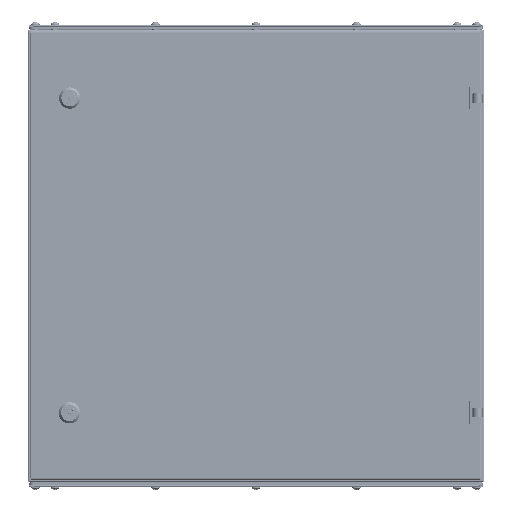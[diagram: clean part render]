
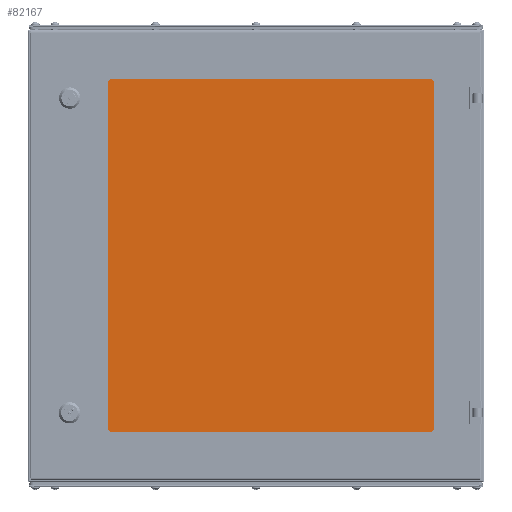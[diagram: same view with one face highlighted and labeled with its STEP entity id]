
A CAD part, top view. The second image highlights one B-rep face of the part: STEP entity #82167.
In plain terms, the highlighted planar face has unit normal (0, 0, 1).
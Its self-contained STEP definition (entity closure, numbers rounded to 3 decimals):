
#470 = CIRCLE ( 'NONE', #70528, 10. ) ;
#1203 = CARTESIAN_POINT ( 'NONE',  ( 217.75, 245.5, 4. ) ) ;
#3409 = DIRECTION ( 'NONE',  ( 0., 0., -1. ) ) ;
#4542 = EDGE_CURVE ( 'NONE', #22536, #90073, #50973, .T. ) ;
#5556 = DIRECTION ( 'NONE',  ( -1., 0., 0. ) ) ;
#6097 = CARTESIAN_POINT ( 'NONE',  ( -227.75, -245.5, 4. ) ) ;
#6739 = CARTESIAN_POINT ( 'NONE',  ( 217.75, 235.5, 4. ) ) ;
#7898 = ORIENTED_EDGE ( 'NONE', *, *, #72515, .T. ) ;
#7946 = EDGE_CURVE ( 'NONE', #13046, #29438, #88065, .T. ) ;
#9761 = CARTESIAN_POINT ( 'NONE',  ( 0., 0., 4. ) ) ;
#10800 = ORIENTED_EDGE ( 'NONE', *, *, #51790, .T. ) ;
#11152 = CARTESIAN_POINT ( 'NONE',  ( 227.75, -245.5, 4. ) ) ;
#11283 = DIRECTION ( 'NONE',  ( 1., 0., 0. ) ) ;
#11600 = DIRECTION ( 'NONE',  ( 0., 1., 0. ) ) ;
#13046 = VERTEX_POINT ( 'NONE', #80443 ) ;
#14421 = DIRECTION ( 'NONE',  ( -1., 0., 0. ) ) ;
#14612 = AXIS2_PLACEMENT_3D ( 'NONE', #55999, #83872, #14421 ) ;
#17903 = CARTESIAN_POINT ( 'NONE',  ( -227.75, 245.5, 4. ) ) ;
#19049 = ORIENTED_EDGE ( 'NONE', *, *, #7946, .T. ) ;
#19713 = LINE ( 'NONE', #17903, #48627 ) ;
#20900 = DIRECTION ( 'NONE',  ( 0., 0., 1. ) ) ;
#22536 = VERTEX_POINT ( 'NONE', #63242 ) ;
#24333 = AXIS2_PLACEMENT_3D ( 'NONE', #9761, #3409, #87018 ) ;
#26360 = AXIS2_PLACEMENT_3D ( 'NONE', #6739, #20900, #34569 ) ;
#28538 = ORIENTED_EDGE ( 'NONE', *, *, #85636, .T. ) ;
#29438 = VERTEX_POINT ( 'NONE', #81245 ) ;
#29488 = CARTESIAN_POINT ( 'NONE',  ( -217.75, 235.5, 4. ) ) ;
#29913 = DIRECTION ( 'NONE',  ( -1., 0., 0. ) ) ;
#30500 = AXIS2_PLACEMENT_3D ( 'NONE', #29488, #70670, #29913 ) ;
#32196 = VECTOR ( 'NONE', #11600, 1000. ) ;
#34569 = DIRECTION ( 'NONE',  ( -1., 0., 0. ) ) ;
#38171 = VERTEX_POINT ( 'NONE', #62614 ) ;
#38910 = DIRECTION ( 'NONE',  ( 0., 0., 1. ) ) ;
#40787 = LINE ( 'NONE', #11152, #32196 ) ;
#40824 = VECTOR ( 'NONE', #11283, 1000. ) ;
#40870 = CIRCLE ( 'NONE', #14612, 10. ) ;
#41969 = CARTESIAN_POINT ( 'NONE',  ( -227.75, 235.5, 4. ) ) ;
#44571 = EDGE_CURVE ( 'NONE', #38171, #13046, #470, .T. ) ;
#45292 = CARTESIAN_POINT ( 'NONE',  ( -217.75, -235.5, 4. ) ) ;
#46326 = VERTEX_POINT ( 'NONE', #48035 ) ;
#47866 = VERTEX_POINT ( 'NONE', #1203 ) ;
#48035 = CARTESIAN_POINT ( 'NONE',  ( 227.75, 235.5, 4. ) ) ;
#48627 = VECTOR ( 'NONE', #5556, 1000. ) ;
#50783 = ORIENTED_EDGE ( 'NONE', *, *, #64593, .T. ) ;
#50973 = CIRCLE ( 'NONE', #30500, 10. ) ;
#51790 = EDGE_CURVE ( 'NONE', #46326, #47866, #67302, .T. ) ;
#54671 = CARTESIAN_POINT ( 'NONE',  ( -227.75, -245.5, 4. ) ) ;
#54695 = VECTOR ( 'NONE', #62706, 1000. ) ;
#55999 = CARTESIAN_POINT ( 'NONE',  ( 217.75, -235.5, 4. ) ) ;
#59158 = EDGE_CURVE ( 'NONE', #66549, #46326, #40787, .T. ) ;
#59577 = ORIENTED_EDGE ( 'NONE', *, *, #44571, .T. ) ;
#62614 = CARTESIAN_POINT ( 'NONE',  ( -227.75, -235.5, 4. ) ) ;
#62706 = DIRECTION ( 'NONE',  ( 0., -1., 0. ) ) ;
#63242 = CARTESIAN_POINT ( 'NONE',  ( -217.75, 245.5, 4. ) ) ;
#64593 = EDGE_CURVE ( 'NONE', #29438, #66549, #40870, .T. ) ;
#66002 = FACE_OUTER_BOUND ( 'NONE', #80813, .T. ) ;
#66306 = ORIENTED_EDGE ( 'NONE', *, *, #59158, .T. ) ;
#66549 = VERTEX_POINT ( 'NONE', #83395 ) ;
#67302 = CIRCLE ( 'NONE', #26360, 10. ) ;
#68702 = LINE ( 'NONE', #6097, #54695 ) ;
#69582 = ORIENTED_EDGE ( 'NONE', *, *, #4542, .T. ) ;
#70528 = AXIS2_PLACEMENT_3D ( 'NONE', #45292, #38910, #87870 ) ;
#70670 = DIRECTION ( 'NONE',  ( 0., 0., 1. ) ) ;
#72375 = PLANE ( 'NONE',  #24333 ) ;
#72515 = EDGE_CURVE ( 'NONE', #47866, #22536, #19713, .T. ) ;
#80443 = CARTESIAN_POINT ( 'NONE',  ( -217.75, -245.5, 4. ) ) ;
#80813 = EDGE_LOOP ( 'NONE', ( #19049, #50783, #66306, #10800, #7898, #69582, #28538, #59577 ) ) ;
#81245 = CARTESIAN_POINT ( 'NONE',  ( 217.75, -245.5, 4. ) ) ;
#82167 = ADVANCED_FACE ( 'NONE', ( #66002 ), #72375, .F. ) ;
#83395 = CARTESIAN_POINT ( 'NONE',  ( 227.75, -235.5, 4. ) ) ;
#83872 = DIRECTION ( 'NONE',  ( 0., 0., 1. ) ) ;
#85636 = EDGE_CURVE ( 'NONE', #90073, #38171, #68702, .T. ) ;
#87018 = DIRECTION ( 'NONE',  ( -1., 0., 0. ) ) ;
#87870 = DIRECTION ( 'NONE',  ( -1., 0., 0. ) ) ;
#88065 = LINE ( 'NONE', #54671, #40824 ) ;
#90073 = VERTEX_POINT ( 'NONE', #41969 ) ;
